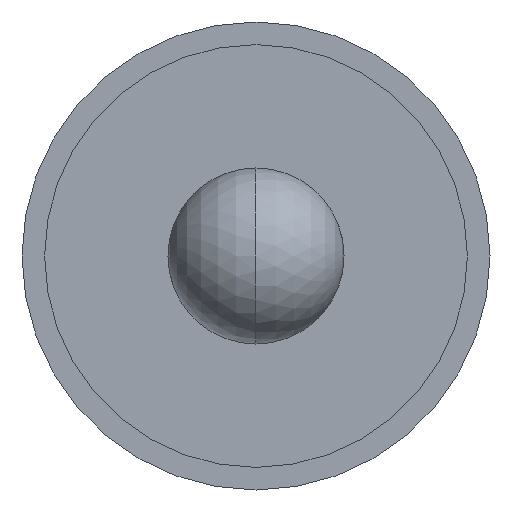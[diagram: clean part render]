
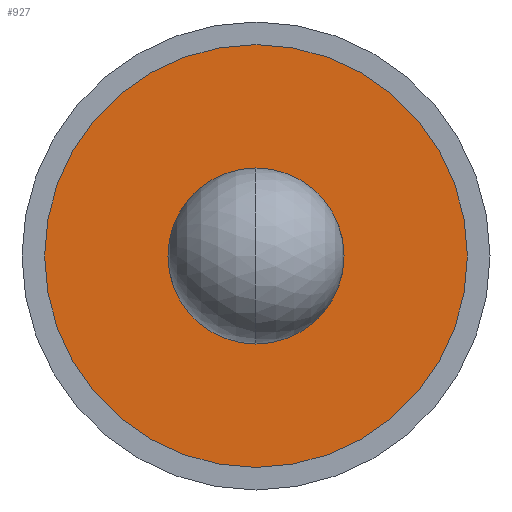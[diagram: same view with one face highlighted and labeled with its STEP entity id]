
A CAD part, left-side view. The second image highlights one B-rep face of the part: STEP entity #927.
In plain terms, the highlighted planar face has unit normal (-1, 0, 0).
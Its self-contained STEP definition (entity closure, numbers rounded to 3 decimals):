
#48 = CARTESIAN_POINT ( 'NONE',  ( -1.825, 0., 0. ) ) ;
#67 = CIRCLE ( 'NONE', #390, 0.205 ) ;
#133 = VERTEX_POINT ( 'NONE', #483 ) ;
#145 = FACE_OUTER_BOUND ( 'NONE', #431, .T. ) ;
#151 = EDGE_CURVE ( 'NONE', #685, #133, #67, .T. ) ;
#193 = AXIS2_PLACEMENT_3D ( 'NONE', #387, #256, #310 ) ;
#256 = DIRECTION ( 'NONE',  ( 1., 0., 0. ) ) ;
#268 = VERTEX_POINT ( 'NONE', #578 ) ;
#310 = DIRECTION ( 'NONE',  ( 0., 0., -1. ) ) ;
#341 = DIRECTION ( 'NONE',  ( 1., 0., 0. ) ) ;
#364 = CARTESIAN_POINT ( 'NONE',  ( -1.825, 0.205, 0. ) ) ;
#387 = CARTESIAN_POINT ( 'NONE',  ( -1.825, 0., 0. ) ) ;
#390 = AXIS2_PLACEMENT_3D ( 'NONE', #724, #942, #575 ) ;
#413 = CIRCLE ( 'NONE', #193, 0.492 ) ;
#421 = ORIENTED_EDGE ( 'NONE', *, *, #487, .F. ) ;
#431 = EDGE_LOOP ( 'NONE', ( #978, #421 ) ) ;
#441 = DIRECTION ( 'NONE',  ( 1., 0., 0. ) ) ;
#476 = EDGE_LOOP ( 'NONE', ( #891, #564 ) ) ;
#481 = AXIS2_PLACEMENT_3D ( 'NONE', #48, #341, #957 ) ;
#483 = CARTESIAN_POINT ( 'NONE',  ( -1.825, 0., -0.205 ) ) ;
#487 = EDGE_CURVE ( 'NONE', #268, #768, #413, .T. ) ;
#498 = AXIS2_PLACEMENT_3D ( 'NONE', #760, #441, #683 ) ;
#550 = AXIS2_PLACEMENT_3D ( 'NONE', #364, #979, #686 ) ;
#564 = ORIENTED_EDGE ( 'NONE', *, *, #151, .T. ) ;
#566 = CARTESIAN_POINT ( 'NONE',  ( -1.825, 0., -0.492 ) ) ;
#575 = DIRECTION ( 'NONE',  ( 0., 0., -1. ) ) ;
#578 = CARTESIAN_POINT ( 'NONE',  ( -1.825, 0., 0.492 ) ) ;
#672 = PLANE ( 'NONE',  #550 ) ;
#683 = DIRECTION ( 'NONE',  ( 0., 0., -1. ) ) ;
#685 = VERTEX_POINT ( 'NONE', #907 ) ;
#686 = DIRECTION ( 'NONE',  ( 0., 0., 1. ) ) ;
#724 = CARTESIAN_POINT ( 'NONE',  ( -1.825, 0., 0. ) ) ;
#758 = FACE_BOUND ( 'NONE', #476, .T. ) ;
#760 = CARTESIAN_POINT ( 'NONE',  ( -1.825, 0., 0. ) ) ;
#768 = VERTEX_POINT ( 'NONE', #566 ) ;
#802 = CIRCLE ( 'NONE', #498, 0.492 ) ;
#852 = EDGE_CURVE ( 'NONE', #133, #685, #917, .T. ) ;
#891 = ORIENTED_EDGE ( 'NONE', *, *, #852, .T. ) ;
#907 = CARTESIAN_POINT ( 'NONE',  ( -1.825, 0., 0.205 ) ) ;
#917 = CIRCLE ( 'NONE', #481, 0.205 ) ;
#919 = EDGE_CURVE ( 'NONE', #768, #268, #802, .T. ) ;
#927 = ADVANCED_FACE ( 'NONE', ( #758, #145 ), #672, .T. ) ;
#942 = DIRECTION ( 'NONE',  ( 1., 0., 0. ) ) ;
#957 = DIRECTION ( 'NONE',  ( 0., 0., -1. ) ) ;
#978 = ORIENTED_EDGE ( 'NONE', *, *, #919, .F. ) ;
#979 = DIRECTION ( 'NONE',  ( -1., 0., 0. ) ) ;
